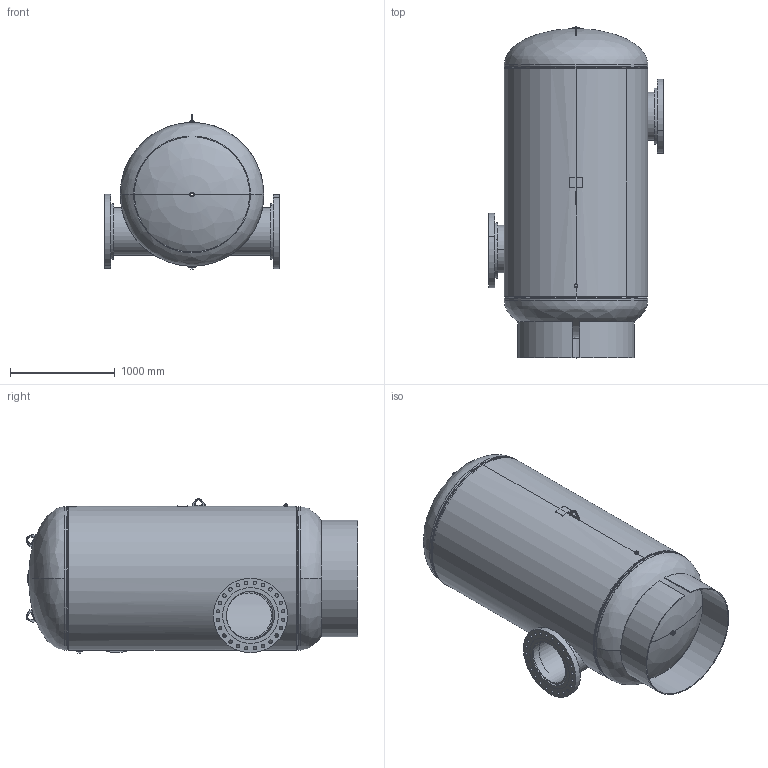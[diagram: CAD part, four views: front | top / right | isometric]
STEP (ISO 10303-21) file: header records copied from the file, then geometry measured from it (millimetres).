
FILE_DESCRIPTION (( 'STEP AP203' ), '1' );
FILE_NAME ('SPA-18.STEP', '2021-03-15T19:43:26', ( '' ), ( '' ), 'SwSTEP 2.0', 'SolidWorks 2021', '' );
FILE_SCHEMA (( 'CONFIG_CONTROL_DESIGN' ));
Length unit declared in the file: inch
Products named in the file (15): 9201159; 99Q0976; PLUGS_9500170; 99B1520; 9500050; SPA-18; 9461360; 9500070; 9500080; 99P0478; 9400542; 9600830_54" VERT; 9500040; PLUGS_9500140
Assembly tree (18 placements, depth 2):
  SPA-18
    99B1520
    9201159
    9201159
    9500050
    9500080
    9500040
    9500070
    PLUGS_9500140
    PLUGS_9500170
    99Q0976
    9400542  x3
    9600830_54" VERT
    99P0478  x2
    9461360  x2
Bounding box: 1676.4 x 3173.18 x 1480.86 mm (x, y, z)
Volume: 184882928.1 mm3; surface area: 34478335.5 mm2
Topology: 18 solids, 18 shells, 509 faces, 1236 edges, 765 vertices
Faces by surface type: cylinder 264, plane 118, torus 76, cone 28, bspline 23
Full cylindrical faces by diameter (mm): 431.8 x2, 457.2 x2
Entity records: 19684 total; most frequent: CARTESIAN_POINT 10123, DIRECTION 1759, ORIENTED_EDGE 1552, EDGE_CURVE 776, AXIS2_PLACEMENT_3D 725, VERTEX_POINT 485, CIRCLE 408, EDGE_LOOP 403
